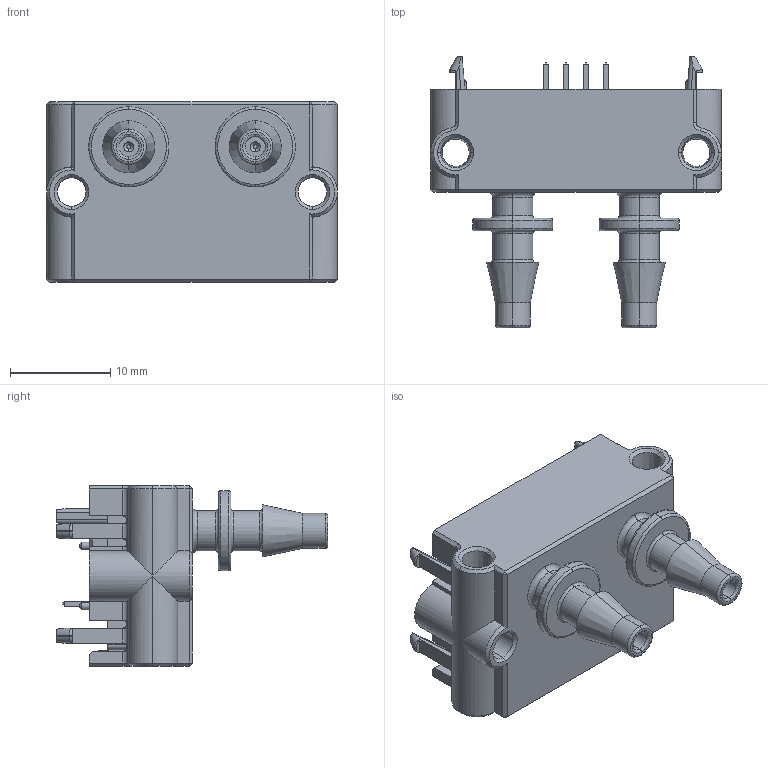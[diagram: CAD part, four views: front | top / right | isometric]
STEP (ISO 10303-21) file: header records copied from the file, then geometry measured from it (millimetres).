
FILE_DESCRIPTION(('STEP AP214'),'1');
FILE_NAME('sensirion.stp','2024-02-22T19:55:06',(' '),(' '),'Spatial InterOp 3D',' ',' ');
FILE_SCHEMA(('AUTOMOTIVE_DESIGN { 1 0 10303 214 1 1 1 1 }'));
Length unit declared in the file: metre
Products named in the file (2): sensirion; Sensirion
Assembly tree (1 placements, depth 2):
  sensirion
    Sensirion
Bounding box: 29 x 27.05 x 17.95 mm (x, y, z)
Volume: 3691.6 mm3; surface area: 3669 mm2
Topology: 1 solids, 1 shells, 641 faces, 1653 edges, 1042 vertices
Faces by surface type: plane 322, cylinder 150, cone 60, torus 60, bspline 49
Entity records: 27323 total; most frequent: CARTESIAN_POINT 6929, ORIENTED_EDGE 3306, DIRECTION 2987, EDGE_CURVE 1653, VERTEX_POINT 1042, AXIS2_PLACEMENT_3D 1016, LINE 955, VECTOR 955
